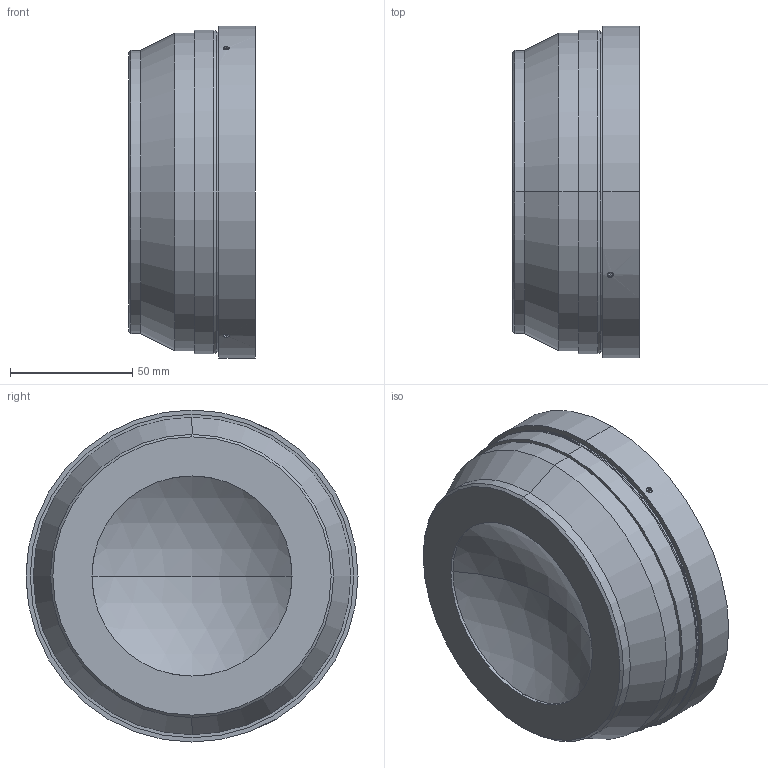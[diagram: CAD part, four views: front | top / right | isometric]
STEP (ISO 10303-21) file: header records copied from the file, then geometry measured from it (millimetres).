
FILE_DESCRIPTION (( 'STEP AP203' ), '1' );
FILE_NAME ('S4LFT0420_126_02.STEP', '2015-01-07T07:34:02', ( 'poweredge' ), ( 'Hewlett-Packard Company' ), 'SwSTEP 2.0', 'SolidWorks 2014', '' );
FILE_SCHEMA (( 'CONFIG_CONTROL_DESIGN' ));
Length unit declared in the file: millimetre
Products named in the file (1): S4LFT0420_126_02
Bounding box: 52 x 136 x 136 mm (x, y, z)
Surface area: 59234.6 mm2 (no closed solid volume)
Topology: 0 solids, 7 shells, 68 faces, 197 edges, 137 vertices
Faces by surface type: plane 30, cylinder 24, cone 6, sphere 4, torus 4
Entity records: 2537 total; most frequent: CARTESIAN_POINT 679, DIRECTION 378, ORIENTED_EDGE 330, EDGE_CURVE 197, AXIS2_PLACEMENT_3D 142, VERTEX_POINT 137, VECTOR 94, LINE 94
